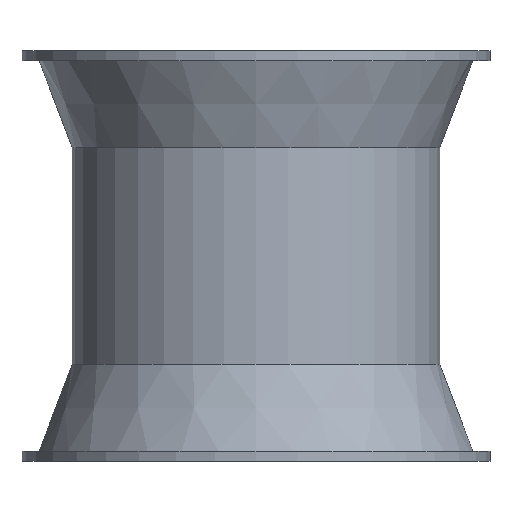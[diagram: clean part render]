
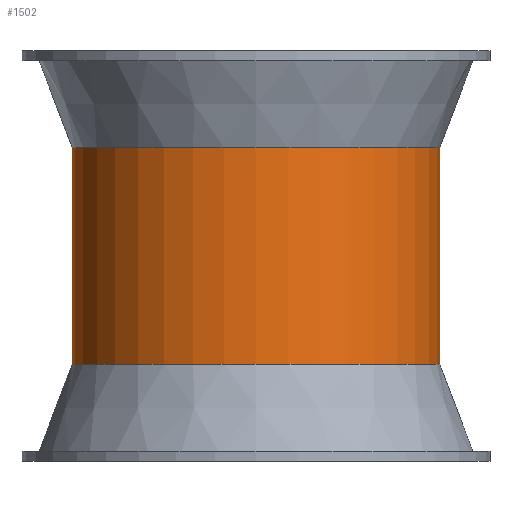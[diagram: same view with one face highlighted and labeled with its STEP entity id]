
A CAD part, front view. The second image highlights one B-rep face of the part: STEP entity #1502.
In plain terms, the highlighted cylindrical face has radius 53.8 mm (diameter 107.6 mm), a partial arc.
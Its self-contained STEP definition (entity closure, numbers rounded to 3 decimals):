
#96 = DIRECTION ( 'NONE',  ( -1., 0., 0. ) ) ;
#190 = CYLINDRICAL_SURFACE ( 'NONE', #2301, 53.8 ) ;
#267 = VECTOR ( 'NONE', #2674, 1000. ) ;
#271 = CIRCLE ( 'NONE', #2440, 53.8 ) ;
#576 = EDGE_CURVE ( 'NONE', #2939, #2215, #1459, .T. ) ;
#640 = VERTEX_POINT ( 'NONE', #2167 ) ;
#738 = DIRECTION ( 'NONE',  ( 0., 0., -1. ) ) ;
#763 = DIRECTION ( 'NONE',  ( 0., 0., -1. ) ) ;
#819 = EDGE_CURVE ( 'NONE', #640, #1757, #1771, .T. ) ;
#952 = CIRCLE ( 'NONE', #2343, 53.8 ) ;
#987 = DIRECTION ( 'NONE',  ( 0., 0., -1. ) ) ;
#1016 = CARTESIAN_POINT ( 'NONE',  ( 53.8, 0., -57.15 ) ) ;
#1121 = DIRECTION ( 'NONE',  ( 0., 0., -1. ) ) ;
#1259 = CARTESIAN_POINT ( 'NONE',  ( 53.8, 0., 31.75 ) ) ;
#1312 = EDGE_CURVE ( 'NONE', #2939, #640, #271, .T. ) ;
#1358 = CARTESIAN_POINT ( 'NONE',  ( 0., 0., -57.15 ) ) ;
#1359 = ORIENTED_EDGE ( 'NONE', *, *, #819, .T. ) ;
#1459 = LINE ( 'NONE', #1016, #2290 ) ;
#1478 = ORIENTED_EDGE ( 'NONE', *, *, #2924, .F. ) ;
#1502 = ADVANCED_FACE ( 'NONE', ( #2022 ), #190, .T. ) ;
#1548 = CARTESIAN_POINT ( 'NONE',  ( 53.8, 0., -31.75 ) ) ;
#1757 = VERTEX_POINT ( 'NONE', #2181 ) ;
#1771 = LINE ( 'NONE', #2646, #267 ) ;
#1911 = ORIENTED_EDGE ( 'NONE', *, *, #1312, .T. ) ;
#1985 = ORIENTED_EDGE ( 'NONE', *, *, #576, .F. ) ;
#2022 = FACE_OUTER_BOUND ( 'NONE', #2102, .T. ) ;
#2048 = DIRECTION ( 'NONE',  ( -1., 0., 0. ) ) ;
#2102 = EDGE_LOOP ( 'NONE', ( #1985, #1911, #1359, #1478 ) ) ;
#2167 = CARTESIAN_POINT ( 'NONE',  ( -53.8, 0., 31.75 ) ) ;
#2181 = CARTESIAN_POINT ( 'NONE',  ( -53.8, 0., -31.75 ) ) ;
#2215 = VERTEX_POINT ( 'NONE', #1548 ) ;
#2290 = VECTOR ( 'NONE', #738, 1000. ) ;
#2301 = AXIS2_PLACEMENT_3D ( 'NONE', #1358, #1121, #2048 ) ;
#2343 = AXIS2_PLACEMENT_3D ( 'NONE', #2826, #763, #96 ) ;
#2362 = CARTESIAN_POINT ( 'NONE',  ( 0., 0., 31.75 ) ) ;
#2440 = AXIS2_PLACEMENT_3D ( 'NONE', #2362, #987, #2796 ) ;
#2646 = CARTESIAN_POINT ( 'NONE',  ( -53.8, 0., -57.15 ) ) ;
#2674 = DIRECTION ( 'NONE',  ( 0., 0., -1. ) ) ;
#2796 = DIRECTION ( 'NONE',  ( -1., 0., 0. ) ) ;
#2826 = CARTESIAN_POINT ( 'NONE',  ( 0., 0., -31.75 ) ) ;
#2924 = EDGE_CURVE ( 'NONE', #2215, #1757, #952, .T. ) ;
#2939 = VERTEX_POINT ( 'NONE', #1259 ) ;
